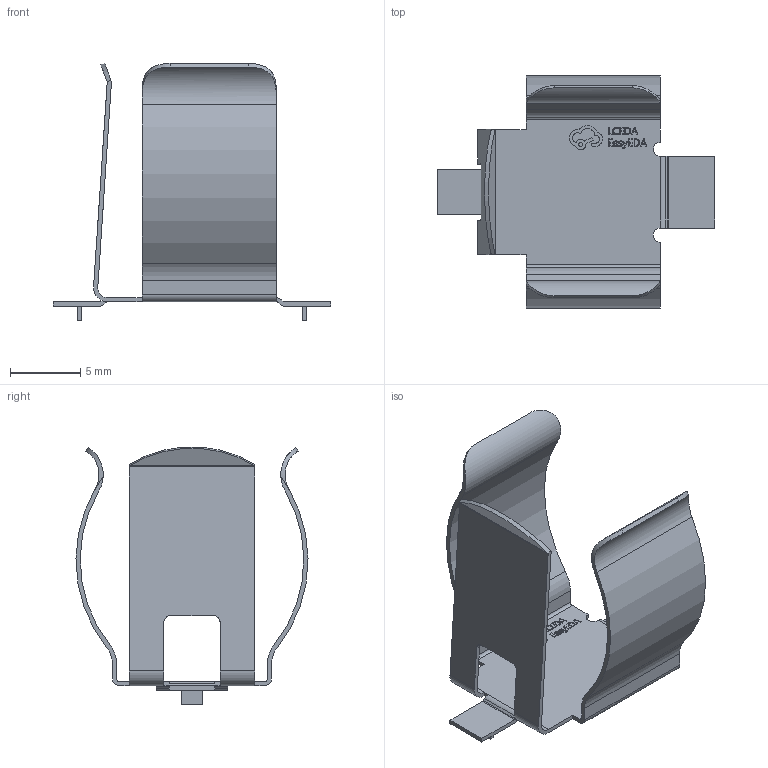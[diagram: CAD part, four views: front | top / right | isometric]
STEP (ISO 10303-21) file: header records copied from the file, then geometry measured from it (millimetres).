
FILE_DESCRIPTION (( 'STEP AP214' ), '1' );
FILE_NAME ('BAT-SMD_MY-18650-02.STEP', '2022-08-28T01:41:27', ( 'Sky123.Org' ), ( 'Sky123.Org' ), 'SwSTEP 2.0', 'SolidWorks 2017', '' );
FILE_SCHEMA (( 'AUTOMOTIVE_DESIGN' ));
Length unit declared in the file: millimetre
Products named in the file (1): BAT-SMD_MY-18650-02
Bounding box: 19.7 x 16.5 x 18.33 mm (x, y, z)
Volume: 188.3 mm3; surface area: 1311 mm2
Topology: 1 solids, 1 shells, 310 faces, 859 edges, 570 vertices
Faces by surface type: plane 173, bspline 98, cylinder 39
Entity records: 13929 total; most frequent: CARTESIAN_POINT 3198, ORIENTED_EDGE 1718, DIRECTION 1139, EDGE_CURVE 859, VECTOR 581, LINE 581, VERTEX_POINT 570, EDGE_LOOP 331
